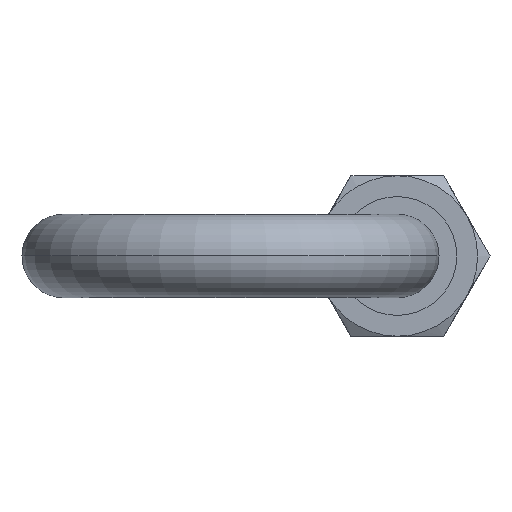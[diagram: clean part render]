
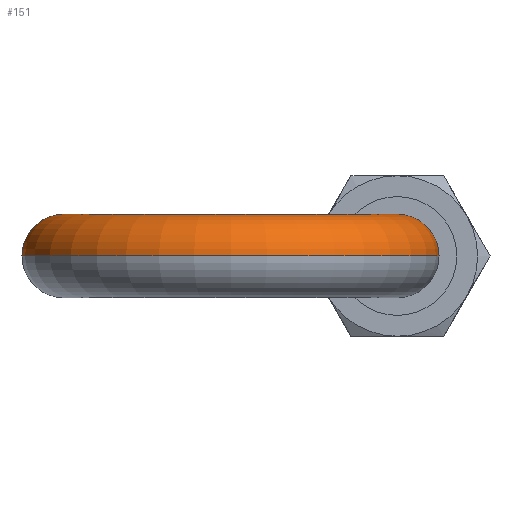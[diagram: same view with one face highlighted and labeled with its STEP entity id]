
A CAD part, front view. The second image highlights one B-rep face of the part: STEP entity #151.
In plain terms, the highlighted toroidal (fillet/blend) face has major radius 8 mm and minor radius 2 mm.
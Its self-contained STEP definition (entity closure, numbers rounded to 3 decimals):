
#15 = VERTEX_POINT ( 'NONE', #966 ) ;
#83 = CARTESIAN_POINT ( 'NONE',  ( 0., -16.7, 0. ) ) ;
#151 = ADVANCED_FACE ( 'NONE', ( #558 ), #862, .T. ) ;
#222 = CIRCLE ( 'NONE', #1472, 2. ) ;
#246 = DIRECTION ( 'NONE',  ( 0., 0., 1. ) ) ;
#265 = CARTESIAN_POINT ( 'NONE',  ( 0., -16.7, 0. ) ) ;
#278 = CARTESIAN_POINT ( 'NONE',  ( 6., -16.7, 0. ) ) ;
#319 = EDGE_CURVE ( 'NONE', #15, #468, #722, .T. ) ;
#326 = EDGE_CURVE ( 'NONE', #385, #15, #222, .T. ) ;
#385 = VERTEX_POINT ( 'NONE', #658 ) ;
#389 = DIRECTION ( 'NONE',  ( 1., 0., 0. ) ) ;
#468 = VERTEX_POINT ( 'NONE', #1595 ) ;
#531 = AXIS2_PLACEMENT_3D ( 'NONE', #1578, #687, #1724 ) ;
#558 = FACE_OUTER_BOUND ( 'NONE', #650, .T. ) ;
#578 = DIRECTION ( 'NONE',  ( 1., 0., 0. ) ) ;
#602 = ORIENTED_EDGE ( 'NONE', *, *, #319, .T. ) ;
#644 = DIRECTION ( 'NONE',  ( 0., 0., 1. ) ) ;
#650 = EDGE_LOOP ( 'NONE', ( #1312, #602, #1681, #1009 ) ) ;
#658 = CARTESIAN_POINT ( 'NONE',  ( -6., -16.7, 0. ) ) ;
#666 = DIRECTION ( 'NONE',  ( 0., -1., 0. ) ) ;
#687 = DIRECTION ( 'NONE',  ( 0., 1., 0. ) ) ;
#722 = CIRCLE ( 'NONE', #969, 10. ) ;
#792 = CIRCLE ( 'NONE', #1580, 6. ) ;
#862 = TOROIDAL_SURFACE ( 'NONE', #1211, 8., 2. ) ;
#945 = EDGE_CURVE ( 'NONE', #1718, #468, #1198, .T. ) ;
#966 = CARTESIAN_POINT ( 'NONE',  ( -10., -16.7, 0. ) ) ;
#969 = AXIS2_PLACEMENT_3D ( 'NONE', #1859, #644, #389 ) ;
#976 = CARTESIAN_POINT ( 'NONE',  ( -8., -16.7, 0. ) ) ;
#1009 = ORIENTED_EDGE ( 'NONE', *, *, #1013, .F. ) ;
#1013 = EDGE_CURVE ( 'NONE', #385, #1718, #792, .T. ) ;
#1198 = CIRCLE ( 'NONE', #531, 2. ) ;
#1211 = AXIS2_PLACEMENT_3D ( 'NONE', #83, #246, #1553 ) ;
#1312 = ORIENTED_EDGE ( 'NONE', *, *, #326, .T. ) ;
#1450 = DIRECTION ( 'NONE',  ( 0., 0., 1. ) ) ;
#1472 = AXIS2_PLACEMENT_3D ( 'NONE', #976, #666, #1693 ) ;
#1553 = DIRECTION ( 'NONE',  ( 1., 0., 0. ) ) ;
#1578 = CARTESIAN_POINT ( 'NONE',  ( 8., -16.7, 0. ) ) ;
#1580 = AXIS2_PLACEMENT_3D ( 'NONE', #265, #1450, #578 ) ;
#1595 = CARTESIAN_POINT ( 'NONE',  ( 10., -16.7, 0. ) ) ;
#1681 = ORIENTED_EDGE ( 'NONE', *, *, #945, .F. ) ;
#1693 = DIRECTION ( 'NONE',  ( 0., 0., 1. ) ) ;
#1718 = VERTEX_POINT ( 'NONE', #278 ) ;
#1724 = DIRECTION ( 'NONE',  ( 0., 0., 1. ) ) ;
#1859 = CARTESIAN_POINT ( 'NONE',  ( 0., -16.7, 0. ) ) ;
